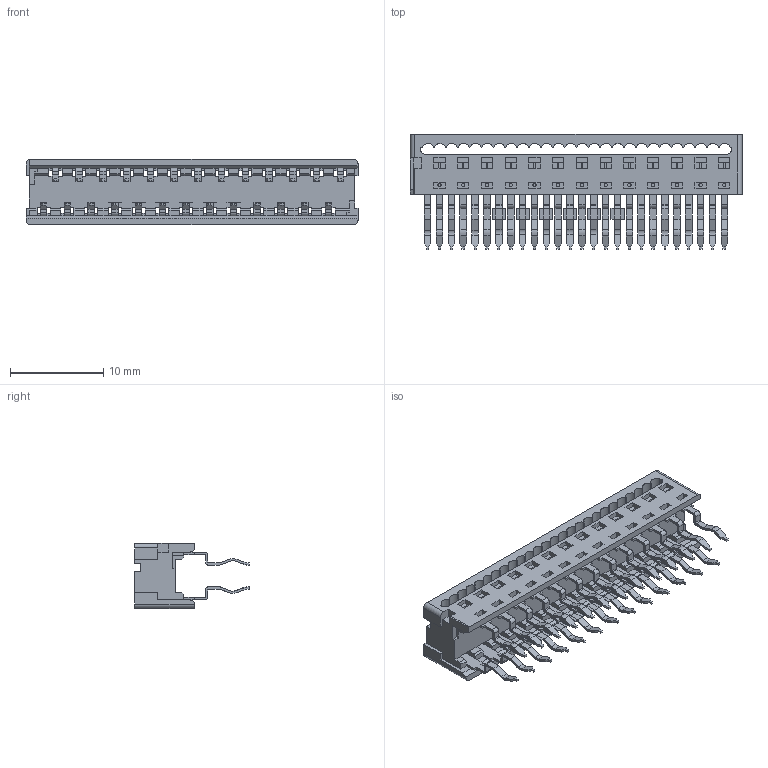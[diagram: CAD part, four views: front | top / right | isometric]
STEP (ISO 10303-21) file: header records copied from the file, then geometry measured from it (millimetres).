
FILE_DESCRIPTION((''),'2;1');
FILE_NAME('915771326','2008-03-17T',('PNB'),(''),'PRO/ENGINEER BY PARAMETRIC TECHNOLOGY CORPORATION, 2003451','PRO/ENGINEER BY PARAMETRIC TECHNOLOGY CORPORATION, 2003451','');
FILE_SCHEMA(('CONFIG_CONTROL_DESIGN'));
Length unit declared in the file: millimetre
Products named in the file (1): 915771326
Bounding box: 35.53 x 12.3 x 7 mm (x, y, z)
Volume: 886.5 mm3; surface area: 2544.9 mm2
Topology: 1 solids, 1 shells, 1780 faces, 5142 edges, 3402 vertices
Faces by surface type: plane 1460, cylinder 320
Entity records: 57801 total; most frequent: CARTESIAN_POINT 10221, ORIENTED_EDGE 10128, DIRECTION 9462, EDGE_CURVE 5064, VECTOR 4384, LINE 4384, VERTEX_POINT 3298, AXIS2_PLACEMENT_3D 2539
